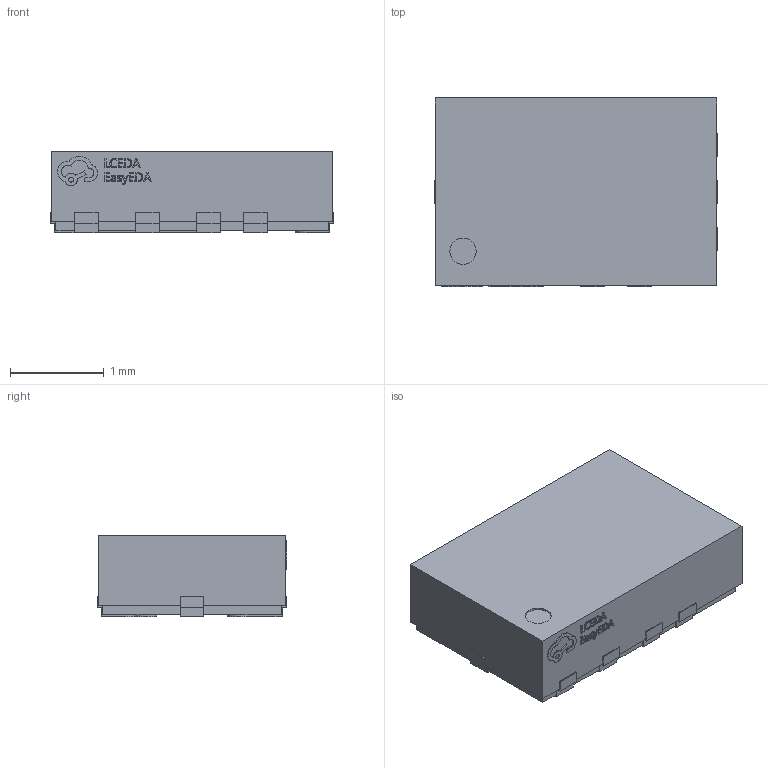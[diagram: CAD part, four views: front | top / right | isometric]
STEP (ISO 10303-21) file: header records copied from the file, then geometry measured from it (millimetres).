
FILE_DESCRIPTION (( 'STEP AP214' ), '1' );
FILE_NAME ('VQFN-12_L3.0-W2.0-P0.65-BL_TI_RNX.STEP', '2022-12-07T02:27:05', ( 'PC' ), ( 'Microsoft' ), 'SwSTEP 2.0', 'SolidWorks 2020', '' );
FILE_SCHEMA (( 'AUTOMOTIVE_DESIGN' ));
Length unit declared in the file: millimetre
Products named in the file (1): VQFN-12_L3.0-W2.0-P0.65-BL_TI_RNX
Bounding box: 3.02 x 2.02 x 0.87 mm (x, y, z)
Volume: 5.1 mm3; surface area: 21 mm2
Topology: 1 solids, 1 shells, 367 faces, 1035 edges, 690 vertices
Faces by surface type: plane 247, bspline 98, cylinder 22
Entity records: 16336 total; most frequent: CARTESIAN_POINT 3399, ORIENTED_EDGE 2070, DIRECTION 1419, EDGE_CURVE 1035, VECTOR 791, LINE 791, VERTEX_POINT 690, EDGE_LOOP 387
